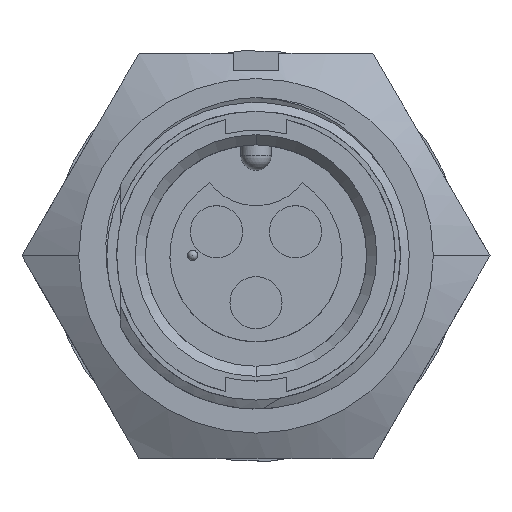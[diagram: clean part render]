
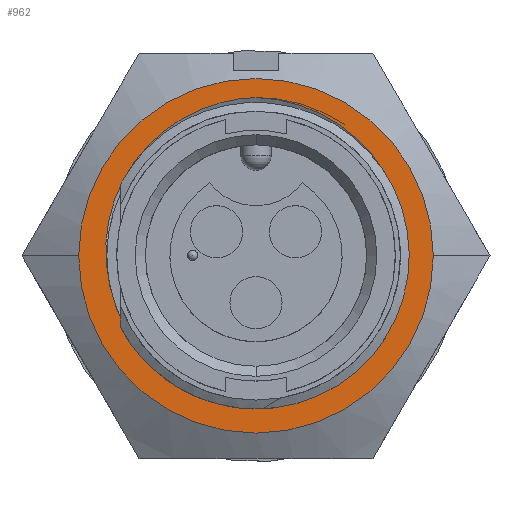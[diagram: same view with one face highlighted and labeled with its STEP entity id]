
A CAD part, top view. The second image highlights one B-rep face of the part: STEP entity #962.
In plain terms, the highlighted planar face has unit normal (0, 0, 1).
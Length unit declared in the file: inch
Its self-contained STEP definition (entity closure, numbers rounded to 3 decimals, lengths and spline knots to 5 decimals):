
#237 = CARTESIAN_POINT ( 'NONE',  ( 0.20255, 0.22923, -0.319 ) ) ;
#536 = CARTESIAN_POINT ( 'NONE',  ( 0.28876, -0.05788, -0.319 ) ) ;
#585 = B_SPLINE_CURVE_WITH_KNOTS ( 'NONE', 3,
 ( #4249, #5030, #5909, #10262, #7686, #6795, #7758, #8532, #3768, #237, #1809, #2068, #5355, #7138, #3567, #2878, #10556, #8173, #1968, #3602 ),
 .UNSPECIFIED., .F., .F.,
 ( 4, 2, 2, 2, 2, 2, 2, 2, 2, 4 ),
 ( 0., 0.00086, 0.00171, 0.00343, 0.00514, 0.00685, 0.00856, 0.01028, 0.01199, 0.0137 ),
 .UNSPECIFIED. ) ;
#647 = ORIENTED_EDGE ( 'NONE', *, *, #2516, .F. ) ;
#962 = ADVANCED_FACE ( 'NONE', ( #3313, #10041 ), #11054, .F. ) ;
#993 = EDGE_CURVE ( 'NONE', #8670, #6643, #5373, .T. ) ;
#1360 = CARTESIAN_POINT ( 'NONE',  ( -0.0885, 0.29751, -0.319 ) ) ;
#1518 = ORIENTED_EDGE ( 'NONE', *, *, #993, .F. ) ;
#1769 = CARTESIAN_POINT ( 'NONE',  ( 0., 0., -0.319 ) ) ;
#1809 = CARTESIAN_POINT ( 'NONE',  ( 0.21849, 0.2131, -0.319 ) ) ;
#1867 = DIRECTION ( 'NONE',  ( -1., 0., 0. ) ) ;
#1968 = CARTESIAN_POINT ( 'NONE',  ( 0.29395, -0.03594, -0.319 ) ) ;
#2068 = CARTESIAN_POINT ( 'NONE',  ( 0.24626, 0.1778, -0.319 ) ) ;
#2094 = EDGE_CURVE ( 'NONE', #8322, #7091, #585, .T. ) ;
#2385 = CARTESIAN_POINT ( 'NONE',  ( -0.02252, 0.3118, -0.319 ) ) ;
#2516 = EDGE_CURVE ( 'NONE', #2676, #7091, #9894, .T. ) ;
#2676 = VERTEX_POINT ( 'NONE', #8241 ) ;
#2812 = ORIENTED_EDGE ( 'NONE', *, *, #3563, .T. ) ;
#2878 = CARTESIAN_POINT ( 'NONE',  ( 0.2943, 0.05334, -0.319 ) ) ;
#3119 = CARTESIAN_POINT ( 'NONE',  ( -0.24611, 0.178, -0.319 ) ) ;
#3188 = CARTESIAN_POINT ( 'NONE',  ( -0.20298, 0.22885, -0.319 ) ) ;
#3313 = FACE_BOUND ( 'NONE', #4276, .T. ) ;
#3318 = EDGE_CURVE ( 'NONE', #6643, #8670, #7078, .T. ) ;
#3563 = EDGE_CURVE ( 'NONE', #2676, #8322, #6861, .T. ) ;
#3567 = CARTESIAN_POINT ( 'NONE',  ( 0.28463, 0.09675, -0.319 ) ) ;
#3602 = CARTESIAN_POINT ( 'NONE',  ( 0.28876, -0.05788, -0.319 ) ) ;
#3768 = CARTESIAN_POINT ( 'NONE',  ( 0.16807, 0.25734, -0.319 ) ) ;
#3969 = CARTESIAN_POINT ( 'NONE',  ( -0.27717, 0.11846, -0.319 ) ) ;
#4051 = CARTESIAN_POINT ( 'NONE',  ( -0.21858, 0.21298, -0.319 ) ) ;
#4198 = ORIENTED_EDGE ( 'NONE', *, *, #3318, .F. ) ;
#4249 = CARTESIAN_POINT ( 'NONE',  ( 0., 0.3125, -0.319 ) ) ;
#4276 = EDGE_LOOP ( 'NONE', ( #2812, #6531, #647 ) ) ;
#4663 = CARTESIAN_POINT ( 'NONE',  ( 0., 0., -0.319 ) ) ;
#4869 = AXIS2_PLACEMENT_3D ( 'NONE', #4663, #10789, #5510 ) ;
#5030 = CARTESIAN_POINT ( 'NONE',  ( 0.01126, 0.31215, -0.319 ) ) ;
#5177 = CARTESIAN_POINT ( 'NONE',  ( 0., 0., -0.319 ) ) ;
#5217 = DIRECTION ( 'NONE',  ( 0., 0., -1. ) ) ;
#5259 = DIRECTION ( 'NONE',  ( -1., 0., 0. ) ) ;
#5355 = CARTESIAN_POINT ( 'NONE',  ( 0.25816, 0.15857, -0.319 ) ) ;
#5373 = CIRCLE ( 'NONE', #7122, 0.35 ) ;
#5510 = DIRECTION ( 'NONE',  ( 1., 0., 0. ) ) ;
#5597 = AXIS2_PLACEMENT_3D ( 'NONE', #5177, #5217, #5259 ) ;
#5909 = CARTESIAN_POINT ( 'NONE',  ( 0.02246, 0.31119, -0.319 ) ) ;
#5934 = CARTESIAN_POINT ( 'NONE',  ( -0.28445, 0.09743, -0.319 ) ) ;
#6092 = EDGE_LOOP ( 'NONE', ( #1518, #4198 ) ) ;
#6215 = CARTESIAN_POINT ( 'NONE',  ( 0., 0.3125, -0.319 ) ) ;
#6524 = AXIS2_PLACEMENT_3D ( 'NONE', #8542, #10790, #10896 ) ;
#6531 = ORIENTED_EDGE ( 'NONE', *, *, #2094, .T. ) ;
#6643 = VERTEX_POINT ( 'NONE', #10591 ) ;
#6779 = CARTESIAN_POINT ( 'NONE',  ( -0.29594, -0.01351, -0.319 ) ) ;
#6795 = CARTESIAN_POINT ( 'NONE',  ( 0.08828, 0.29757, -0.319 ) ) ;
#6861 = B_SPLINE_CURVE_WITH_KNOTS ( 'NONE', 3,
 ( #10194, #10205, #7676, #6779, #10168, #11016, #10248, #5934, #3969, #7542, #3119, #4051, #3188, #9387, #9316, #11123, #1360, #11092, #2385, #10315 ),
 .UNSPECIFIED., .F., .F.,
 ( 4, 2, 2, 2, 2, 2, 2, 2, 2, 4 ),
 ( 0., 0.00086, 0.00171, 0.00343, 0.00514, 0.00685, 0.00856, 0.01028, 0.01199, 0.0137 ),
 .UNSPECIFIED. ) ;
#7078 = CIRCLE ( 'NONE', #5597, 0.35 ) ;
#7091 = VERTEX_POINT ( 'NONE', #536 ) ;
#7122 = AXIS2_PLACEMENT_3D ( 'NONE', #1769, #9984, #1867 ) ;
#7138 = CARTESIAN_POINT ( 'NONE',  ( 0.27742, 0.11786, -0.319 ) ) ;
#7542 = CARTESIAN_POINT ( 'NONE',  ( -0.25809, 0.15867, -0.319 ) ) ;
#7676 = CARTESIAN_POINT ( 'NONE',  ( -0.29331, -0.03584, -0.319 ) ) ;
#7686 = CARTESIAN_POINT ( 'NONE',  ( 0.0558, 0.30585, -0.319 ) ) ;
#7758 = CARTESIAN_POINT ( 'NONE',  ( 0.1092, 0.28976, -0.319 ) ) ;
#8173 = CARTESIAN_POINT ( 'NONE',  ( 0.29654, -0.01383, -0.319 ) ) ;
#8236 = CARTESIAN_POINT ( 'NONE',  ( -0.35, 0., -0.319 ) ) ;
#8241 = CARTESIAN_POINT ( 'NONE',  ( -0.28876, -0.05788, -0.319 ) ) ;
#8322 = VERTEX_POINT ( 'NONE', #6215 ) ;
#8532 = CARTESIAN_POINT ( 'NONE',  ( 0.14943, 0.26947, -0.319 ) ) ;
#8542 = CARTESIAN_POINT ( 'NONE',  ( -0.23094, -0.4, -0.319 ) ) ;
#8670 = VERTEX_POINT ( 'NONE', #8236 ) ;
#9316 = CARTESIAN_POINT ( 'NONE',  ( -0.14941, 0.26946, -0.319 ) ) ;
#9387 = CARTESIAN_POINT ( 'NONE',  ( -0.16811, 0.25734, -0.319 ) ) ;
#9894 = CIRCLE ( 'NONE', #4869, 0.2945 ) ;
#9984 = DIRECTION ( 'NONE',  ( 0., 0., -1. ) ) ;
#10041 = FACE_OUTER_BOUND ( 'NONE', #6092, .T. ) ;
#10168 = CARTESIAN_POINT ( 'NONE',  ( -0.2966, -0.00224, -0.319 ) ) ;
#10194 = CARTESIAN_POINT ( 'NONE',  ( -0.28876, -0.05788, -0.319 ) ) ;
#10205 = CARTESIAN_POINT ( 'NONE',  ( -0.29136, -0.04691, -0.319 ) ) ;
#10248 = CARTESIAN_POINT ( 'NONE',  ( -0.2943, 0.05346, -0.319 ) ) ;
#10262 = CARTESIAN_POINT ( 'NONE',  ( 0.04473, 0.30804, -0.319 ) ) ;
#10315 = CARTESIAN_POINT ( 'NONE',  ( 0., 0.3125, -0.319 ) ) ;
#10556 = CARTESIAN_POINT ( 'NONE',  ( 0.29673, 0.03074, -0.319 ) ) ;
#10591 = CARTESIAN_POINT ( 'NONE',  ( 0.35, 0., -0.319 ) ) ;
#10789 = DIRECTION ( 'NONE',  ( 0., 0., 1. ) ) ;
#10790 = DIRECTION ( 'NONE',  ( 0., 0., -1. ) ) ;
#10896 = DIRECTION ( 'NONE',  ( -1., 0., 0. ) ) ;
#11016 = CARTESIAN_POINT ( 'NONE',  ( -0.2967, 0.03127, -0.319 ) ) ;
#11054 = PLANE ( 'NONE',  #6524 ) ;
#11092 = CARTESIAN_POINT ( 'NONE',  ( -0.04496, 0.30862, -0.319 ) ) ;
#11123 = CARTESIAN_POINT ( 'NONE',  ( -0.10971, 0.28953, -0.319 ) ) ;
